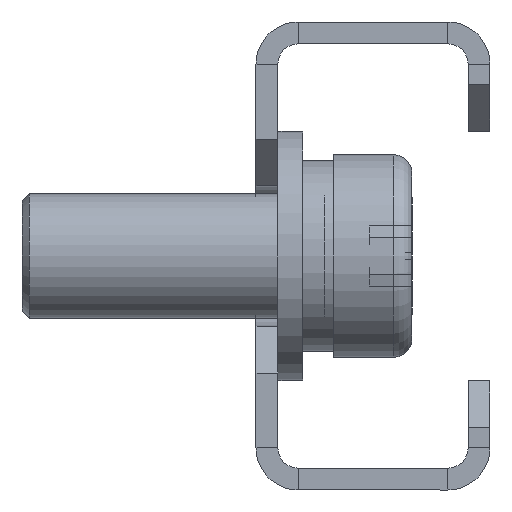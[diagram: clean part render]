
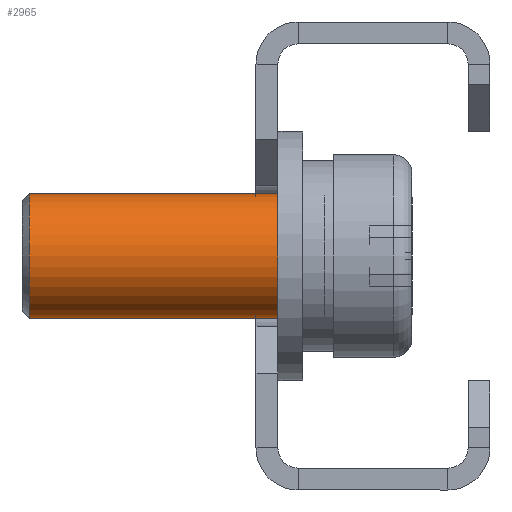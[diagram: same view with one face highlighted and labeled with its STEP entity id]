
A CAD part, left-side view. The second image highlights one B-rep face of the part: STEP entity #2965.
In plain terms, the highlighted cylindrical face has radius 4 mm (diameter 8 mm), a partial arc.
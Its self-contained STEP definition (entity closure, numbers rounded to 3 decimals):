
#131 = ORIENTED_EDGE ( 'NONE', *, *, #9588, .T. ) ;
#278 = ORIENTED_EDGE ( 'NONE', *, *, #5477, .T. ) ;
#282 = DIRECTION ( 'NONE',  ( -1., 0., 0. ) ) ;
#586 = CARTESIAN_POINT ( 'NONE',  ( 5.6, 0., 4. ) ) ;
#1034 = CARTESIAN_POINT ( 'NONE',  ( 5.6, 0., 0. ) ) ;
#1079 = VERTEX_POINT ( 'NONE', #586 ) ;
#1244 = AXIS2_PLACEMENT_3D ( 'NONE', #9718, #282, #9782 ) ;
#1341 = VERTEX_POINT ( 'NONE', #8545 ) ;
#2048 = VERTEX_POINT ( 'NONE', #4710 ) ;
#2117 = DIRECTION ( 'NONE',  ( 0., 0., 1. ) ) ;
#2377 = CYLINDRICAL_SURFACE ( 'NONE', #1244, 4. ) ;
#2965 = ADVANCED_FACE ( '�����3', ( #7796 ), #2377, .T. ) ;
#3019 = EDGE_CURVE ( 'NONE', #2048, #1079, #9222, .T. ) ;
#3364 = CIRCLE ( 'NONE', #9448, 4. ) ;
#4131 = VERTEX_POINT ( 'NONE', #5623 ) ;
#4610 = DIRECTION ( 'NONE',  ( -1., 0., 0. ) ) ;
#4710 = CARTESIAN_POINT ( 'NONE',  ( 24.537, 0., 4. ) ) ;
#4779 = CIRCLE ( 'NONE', #7274, 4. ) ;
#5126 = DIRECTION ( 'NONE',  ( -1., 0., 0. ) ) ;
#5343 = ORIENTED_EDGE ( 'NONE', *, *, #6386, .T. ) ;
#5477 = EDGE_CURVE ( '������14', #4131, #1079, #3364, .T. ) ;
#5623 = CARTESIAN_POINT ( 'NONE',  ( 5.6, 0., -4. ) ) ;
#5740 = VECTOR ( 'NONE', #4610, 1000. ) ;
#5773 = CARTESIAN_POINT ( 'NONE',  ( -31.75, 0., -4. ) ) ;
#6119 = CARTESIAN_POINT ( 'NONE',  ( 24.537, 0., 0. ) ) ;
#6386 = EDGE_CURVE ( '������7', #2048, #1341, #4779, .T. ) ;
#6716 = DIRECTION ( 'NONE',  ( -1., 0., 0. ) ) ;
#6779 = LINE ( 'NONE', #5773, #8715 ) ;
#7274 = AXIS2_PLACEMENT_3D ( 'NONE', #6119, #6716, #2117 ) ;
#7649 = CARTESIAN_POINT ( 'NONE',  ( -31.75, 0., 4. ) ) ;
#7762 = EDGE_LOOP ( 'NONE', ( #5343, #131, #278, #9587 ) ) ;
#7796 = FACE_OUTER_BOUND ( 'NONE', #7762, .T. ) ;
#8545 = CARTESIAN_POINT ( 'NONE',  ( 24.537, 0., -4. ) ) ;
#8675 = DIRECTION ( 'NONE',  ( 1., 0., 0. ) ) ;
#8715 = VECTOR ( 'NONE', #5126, 1000. ) ;
#8794 = DIRECTION ( 'NONE',  ( 0., 0., -1. ) ) ;
#9222 = LINE ( 'NONE', #7649, #5740 ) ;
#9448 = AXIS2_PLACEMENT_3D ( 'NONE', #1034, #8675, #8794 ) ;
#9587 = ORIENTED_EDGE ( 'NONE', *, *, #3019, .F. ) ;
#9588 = EDGE_CURVE ( 'NONE', #1341, #4131, #6779, .T. ) ;
#9718 = CARTESIAN_POINT ( 'NONE',  ( -31.75, 0., 0. ) ) ;
#9782 = DIRECTION ( 'NONE',  ( 0., 0., 1. ) ) ;
